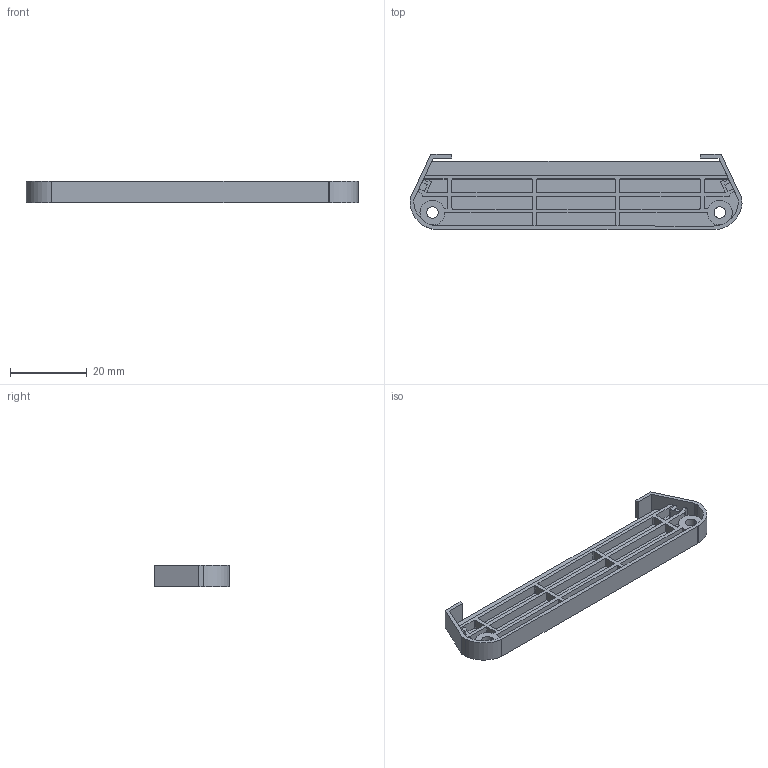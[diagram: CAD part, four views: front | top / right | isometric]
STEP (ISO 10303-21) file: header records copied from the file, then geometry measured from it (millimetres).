
FILE_DESCRIPTION (( 'STEP AP203' ), '1' );
FILE_NAME ('KART YUVASI SERISI - 72 MM PROFIL - KAPAK.STEP', '2018-10-05T08:46:55', ( 'user' ), ( '' ), 'SwSTEP 2.0', 'SolidWorks 2016', '' );
FILE_SCHEMA (( 'CONFIG_CONTROL_DESIGN' ));
Length unit declared in the file: millimetre
Products named in the file (1): KART YUVASI SERISI - 72 MM PROFIL - KAPAK
Bounding box: 86.76 x 19.71 x 5.5 mm (x, y, z)
Volume: 2863.2 mm3; surface area: 5797.6 mm2
Topology: 1 solids, 1 shells, 163 faces, 464 edges, 309 vertices
Faces by surface type: plane 108, cylinder 55
Entity records: 5389 total; most frequent: CARTESIAN_POINT 937, ORIENTED_EDGE 928, DIRECTION 906, EDGE_CURVE 464, VECTOR 350, LINE 350, VERTEX_POINT 309, AXIS2_PLACEMENT_3D 278
